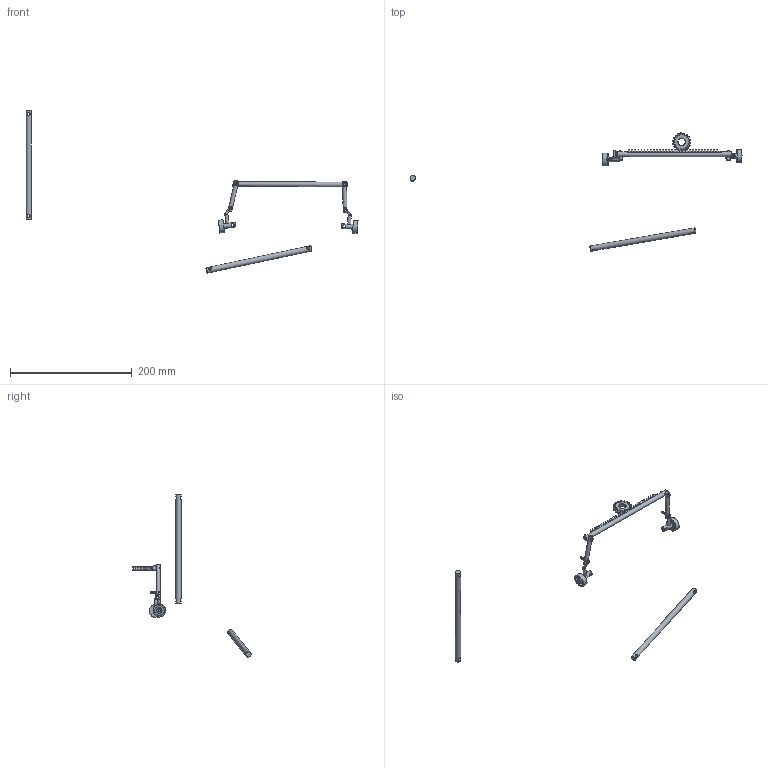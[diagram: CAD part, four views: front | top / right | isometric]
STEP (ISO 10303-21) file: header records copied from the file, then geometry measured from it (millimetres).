
FILE_DESCRIPTION(/* description */ (''),/* implementation_level */ '2;1');
FILE_NAME(/* name */ 'STEERING.stp',/* time_stamp */ '2024-08-21T16:40:01-04:00',/* author */ ('darkb'),/* organization */ (''),/* preprocessor_version */ 'ST-DEVELOPER v20',/* originating_system */ 'Autodesk Inventor 2025',/* authorisation */ '');
FILE_SCHEMA (('AUTOMOTIVE_DESIGN { 1 0 10303 214 3 1 1 }'));
Length unit declared in the file: inch
Products named in the file (8): STEERING; TIE ROD; CONNETING CYLINDER; WHEELS; rack and pinion assembly; pinion m10 z18 rack pinion; rack gear - m10 z30; SHAFT FOR STEERING 0.1 INCH
Assembly tree (13 placements, depth 3):
  STEERING
    TIE ROD  x2
    CONNETING CYLINDER  x2
    WHEELS  x2
    rack and pinion assembly
      pinion m10 z18 rack pinion
      rack gear - m10 z30
    SHAFT FOR STEERING 0.1 INCH  x4
Bounding box: 545.15 x 194.16 x 266.3 mm (x, y, z)
Volume: 44298.3 mm3; surface area: 27961.2 mm2
Topology: 12 solids, 12 shells, 568 faces, 1797 edges, 1217 vertices
Faces by surface type: plane 426, cylinder 118, bspline 20, cone 4
Full cylindrical faces by diameter (mm): 2.54 x12, 3.416 x2, 5.08 x8, 6.35 x6, 7.62 x3, 8.496 x2, 8.89 x2, 15.957 x2, 21.037 x2
Entity records: 16414 total; most frequent: CARTESIAN_POINT 6797, ORIENTED_EDGE 2026, DIRECTION 1891, EDGE_CURVE 1013, VERTEX_POINT 678, LINE 653, VECTOR 653, AXIS2_PLACEMENT_3D 619
